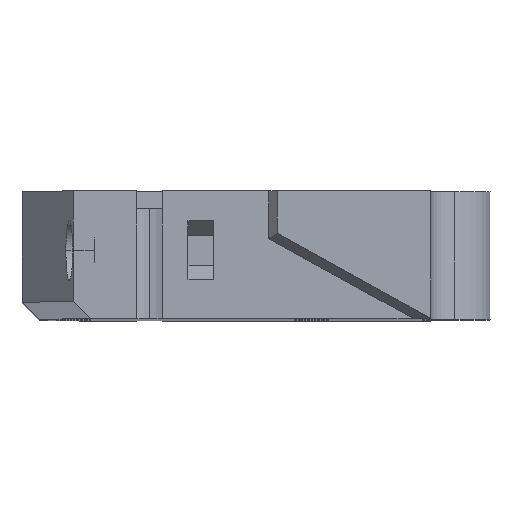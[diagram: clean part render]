
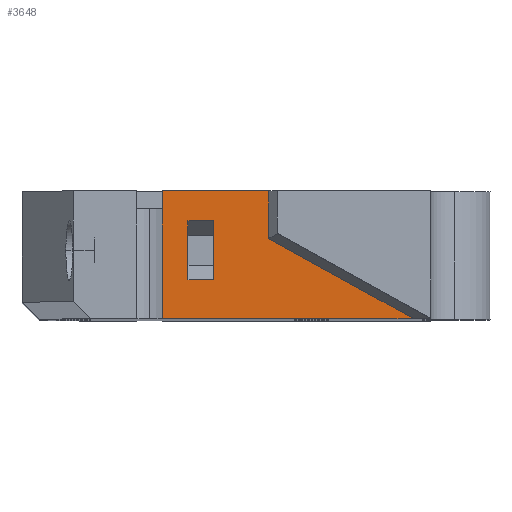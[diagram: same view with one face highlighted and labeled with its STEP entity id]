
A CAD part, top view. The second image highlights one B-rep face of the part: STEP entity #3648.
In plain terms, the highlighted planar face has unit normal (0, 0, 1).
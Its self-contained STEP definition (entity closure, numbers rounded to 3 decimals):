
#23 = CARTESIAN_POINT ( 'NONE',  ( -1., 11.464, 90. ) ) ;
#50 = LINE ( 'NONE', #1179, #2169 ) ;
#60 = ORIENTED_EDGE ( 'NONE', *, *, #3166, .F. ) ;
#65 = CARTESIAN_POINT ( 'NONE',  ( 8.5, 9.389, 90. ) ) ;
#75 = VECTOR ( 'NONE', #3607, 1000. ) ;
#88 = VECTOR ( 'NONE', #489, 1000. ) ;
#117 = FACE_BOUND ( 'NONE', #1884, .T. ) ;
#120 = CARTESIAN_POINT ( 'NONE',  ( 8.5, 15., 90. ) ) ;
#205 = CARTESIAN_POINT ( 'NONE',  ( 2., 11.464, 90. ) ) ;
#246 = VECTOR ( 'NONE', #2701, 1000. ) ;
#393 = CARTESIAN_POINT ( 'NONE',  ( 2., 11.464, 90. ) ) ;
#463 = CARTESIAN_POINT ( 'NONE',  ( 2., 4.536, 90. ) ) ;
#485 = EDGE_CURVE ( 'NONE', #2932, #2730, #3523, .T. ) ;
#489 = DIRECTION ( 'NONE',  ( -1., 0., 0. ) ) ;
#564 = VECTOR ( 'NONE', #582, 1000. ) ;
#582 = DIRECTION ( 'NONE',  ( 0., -1., 0. ) ) ;
#608 = CARTESIAN_POINT ( 'NONE',  ( -4., 0., 90. ) ) ;
#768 = CARTESIAN_POINT ( 'NONE',  ( 8.5, 15., 90. ) ) ;
#781 = LINE ( 'NONE', #1745, #2542 ) ;
#882 = DIRECTION ( 'NONE',  ( -1., 0., 0. ) ) ;
#963 = DIRECTION ( 'NONE',  ( 1., 0., 0. ) ) ;
#1077 = ORIENTED_EDGE ( 'NONE', *, *, #3385, .T. ) ;
#1103 = LINE ( 'NONE', #120, #2350 ) ;
#1152 = CARTESIAN_POINT ( 'NONE',  ( -4., 15., 90. ) ) ;
#1179 = CARTESIAN_POINT ( 'NONE',  ( -0.382, 14.312, 90. ) ) ;
#1193 = VECTOR ( 'NONE', #882, 1000. ) ;
#1221 = CARTESIAN_POINT ( 'NONE',  ( 2., 0., 90. ) ) ;
#1388 = CARTESIAN_POINT ( 'NONE',  ( 25.437, 0., 90. ) ) ;
#1401 = EDGE_CURVE ( 'NONE', #2627, #3548, #2379, .T. ) ;
#1532 = VERTEX_POINT ( 'NONE', #768 ) ;
#1581 = CARTESIAN_POINT ( 'NONE',  ( -1., 0., 90. ) ) ;
#1691 = DIRECTION ( 'NONE',  ( -1., 0., 0. ) ) ;
#1745 = CARTESIAN_POINT ( 'NONE',  ( 0., 0., 90. ) ) ;
#1757 = CARTESIAN_POINT ( 'NONE',  ( -1., 4.536, 90. ) ) ;
#1777 = DIRECTION ( 'NONE',  ( -0.875, 0.485, 0. ) ) ;
#1851 = EDGE_CURVE ( 'NONE', #2730, #3548, #1954, .T. ) ;
#1877 = ORIENTED_EDGE ( 'NONE', *, *, #1851, .F. ) ;
#1884 = EDGE_LOOP ( 'NONE', ( #1877, #3525, #2853, #3775 ) ) ;
#1954 = LINE ( 'NONE', #205, #2783 ) ;
#2041 = EDGE_CURVE ( 'NONE', #2469, #2866, #2261, .T. ) ;
#2096 = CARTESIAN_POINT ( 'NONE',  ( 0., 15., 90. ) ) ;
#2169 = VECTOR ( 'NONE', #1777, 1000. ) ;
#2197 = VERTEX_POINT ( 'NONE', #65 ) ;
#2209 = EDGE_CURVE ( 'NONE', #3789, #2197, #50, .T. ) ;
#2261 = LINE ( 'NONE', #2621, #564 ) ;
#2282 = ORIENTED_EDGE ( 'NONE', *, *, #3198, .T. ) ;
#2350 = VECTOR ( 'NONE', #2370, 1000. ) ;
#2370 = DIRECTION ( 'NONE',  ( 0., 1., 0. ) ) ;
#2379 = LINE ( 'NONE', #1581, #75 ) ;
#2469 = VERTEX_POINT ( 'NONE', #1152 ) ;
#2527 = DIRECTION ( 'NONE',  ( -1., 0., 0. ) ) ;
#2542 = VECTOR ( 'NONE', #1691, 1000. ) ;
#2547 = AXIS2_PLACEMENT_3D ( 'NONE', #2096, #3301, #963 ) ;
#2621 = CARTESIAN_POINT ( 'NONE',  ( -4., 15., 90. ) ) ;
#2627 = VERTEX_POINT ( 'NONE', #1757 ) ;
#2701 = DIRECTION ( 'NONE',  ( 0., 1., 0. ) ) ;
#2730 = VERTEX_POINT ( 'NONE', #393 ) ;
#2783 = VECTOR ( 'NONE', #2527, 1000. ) ;
#2804 = ORIENTED_EDGE ( 'NONE', *, *, #2041, .T. ) ;
#2853 = ORIENTED_EDGE ( 'NONE', *, *, #3478, .T. ) ;
#2866 = VERTEX_POINT ( 'NONE', #608 ) ;
#2883 = LINE ( 'NONE', #2923, #1193 ) ;
#2923 = CARTESIAN_POINT ( 'NONE',  ( 2., 4.536, 90. ) ) ;
#2932 = VERTEX_POINT ( 'NONE', #463 ) ;
#3017 = FACE_OUTER_BOUND ( 'NONE', #3463, .T. ) ;
#3098 = CARTESIAN_POINT ( 'NONE',  ( 0., 15., 90. ) ) ;
#3163 = ORIENTED_EDGE ( 'NONE', *, *, #2209, .T. ) ;
#3166 = EDGE_CURVE ( 'NONE', #3789, #2866, #781, .T. ) ;
#3198 = EDGE_CURVE ( 'NONE', #2197, #1532, #1103, .T. ) ;
#3301 = DIRECTION ( 'NONE',  ( 0., 0., 1. ) ) ;
#3385 = EDGE_CURVE ( 'NONE', #1532, #2469, #3710, .T. ) ;
#3463 = EDGE_LOOP ( 'NONE', ( #3163, #2282, #1077, #2804, #60 ) ) ;
#3478 = EDGE_CURVE ( 'NONE', #2932, #2627, #2883, .T. ) ;
#3523 = LINE ( 'NONE', #1221, #246 ) ;
#3525 = ORIENTED_EDGE ( 'NONE', *, *, #485, .F. ) ;
#3548 = VERTEX_POINT ( 'NONE', #23 ) ;
#3549 = PLANE ( 'NONE',  #2547 ) ;
#3607 = DIRECTION ( 'NONE',  ( 0., 1., 0. ) ) ;
#3648 = ADVANCED_FACE ( 'NONE', ( #117, #3017 ), #3549, .T. ) ;
#3710 = LINE ( 'NONE', #3098, #88 ) ;
#3775 = ORIENTED_EDGE ( 'NONE', *, *, #1401, .T. ) ;
#3789 = VERTEX_POINT ( 'NONE', #1388 ) ;
